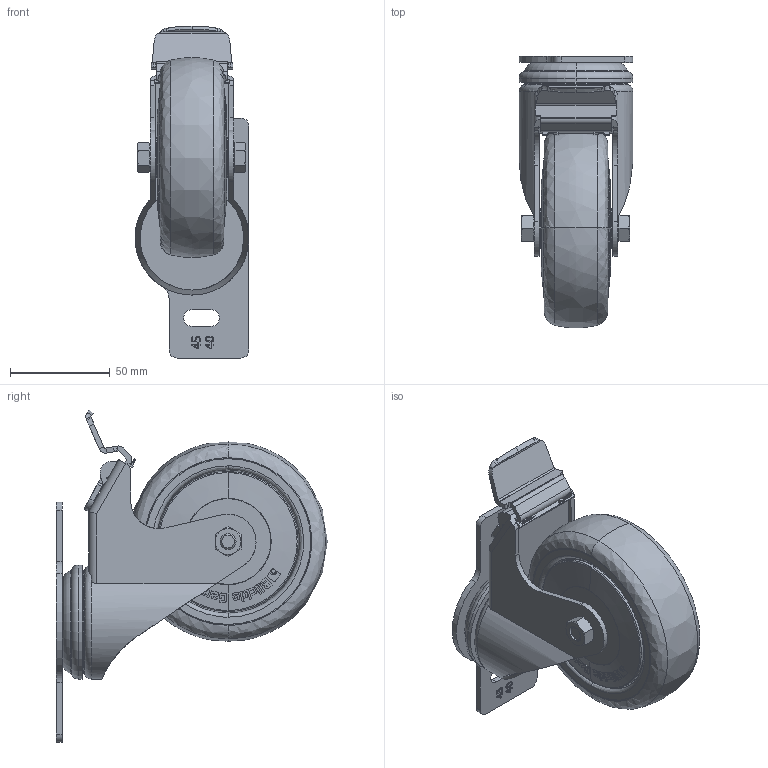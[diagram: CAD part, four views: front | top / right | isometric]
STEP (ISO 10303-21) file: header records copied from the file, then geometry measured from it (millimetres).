
FILE_DESCRIPTION (( 'STEP AP203' ), '1' );
FILE_NAME ('151137.step', '2021-06-03T16:22:41', ( '' ), ( '' ), 'SwSTEP 2.0', 'SolidWorks 2021', '' );
FILE_SCHEMA (( 'CONFIG_CONTROL_DESIGN' ));
Products named in the file (1): 151137
Bounding box: 57 x 135.76 x 166.07 mm (x, y, z)
Volume: 291426.2 mm3; surface area: 97960.1 mm2
Topology: 6 solids, 6 shells, 1609 faces, 4407 edges, 2898 vertices
Faces by surface type: plane 774, bspline 555, cone 144, cylinder 128, torus 8
Entity records: 77380 total; most frequent: CARTESIAN_POINT 41654, ORIENTED_EDGE 8800, DIRECTION 5047, EDGE_CURVE 4400, VERTEX_POINT 2898, VECTOR 2003, LINE 2003, B_SPLINE_CURVE_WITH_KNOTS 1881
